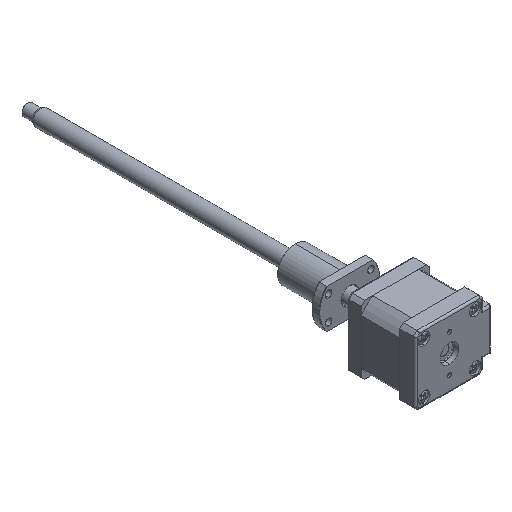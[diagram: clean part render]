
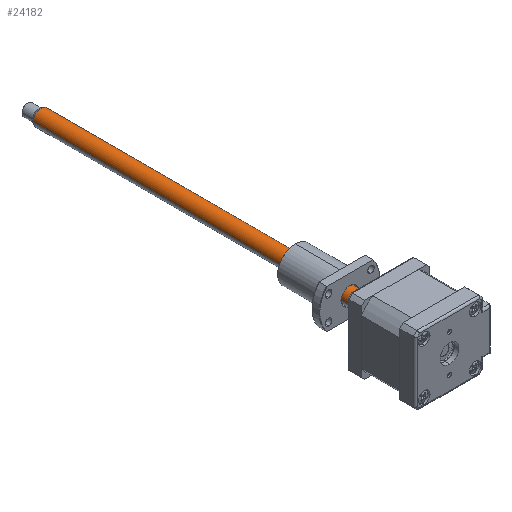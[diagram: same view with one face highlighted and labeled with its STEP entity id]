
A CAD part, isometric view. The second image highlights one B-rep face of the part: STEP entity #24182.
In plain terms, the highlighted cylindrical face has radius 4 mm (diameter 8 mm), a partial arc.
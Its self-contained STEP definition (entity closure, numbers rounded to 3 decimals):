
#232 = CIRCLE ( 'NONE', #41082, 4. ) ;
#360 = EDGE_CURVE ( 'NONE', #24504, #15104, #232, .T. ) ;
#692 = ORIENTED_EDGE ( 'NONE', *, *, #27893, .F. ) ;
#1138 = EDGE_CURVE ( 'NONE', #24504, #11112, #30861, .T. ) ;
#2271 = DIRECTION ( 'NONE',  ( 0., -1., 0. ) ) ;
#3326 = CARTESIAN_POINT ( 'NONE',  ( -4.709, 15.993, 16.638 ) ) ;
#6710 = DIRECTION ( 'NONE',  ( 0., -1., 0. ) ) ;
#8855 = CARTESIAN_POINT ( 'NONE',  ( -8.709, 189.993, 16.638 ) ) ;
#8919 = AXIS2_PLACEMENT_3D ( 'NONE', #3326, #6710, #30355 ) ;
#11112 = VERTEX_POINT ( 'NONE', #13052 ) ;
#13052 = CARTESIAN_POINT ( 'NONE',  ( -0.709, 15.993, 16.638 ) ) ;
#15104 = VERTEX_POINT ( 'NONE', #8855 ) ;
#15586 = ORIENTED_EDGE ( 'NONE', *, *, #26457, .T. ) ;
#16022 = CARTESIAN_POINT ( 'NONE',  ( -4.709, 189.993, 16.638 ) ) ;
#16602 = VECTOR ( 'NONE', #22632, 1000. ) ;
#16715 = DIRECTION ( 'NONE',  ( 0., -1., 0. ) ) ;
#16789 = LINE ( 'NONE', #27653, #32073 ) ;
#19462 = DIRECTION ( 'NONE',  ( 1., 0., 0. ) ) ;
#20915 = AXIS2_PLACEMENT_3D ( 'NONE', #39947, #16715, #43604 ) ;
#20957 = CARTESIAN_POINT ( 'NONE',  ( -8.709, 15.993, 16.638 ) ) ;
#22632 = DIRECTION ( 'NONE',  ( 0., -1., 0. ) ) ;
#24182 = ADVANCED_FACE ( 'NONE', ( #37224 ), #41433, .T. ) ;
#24504 = VERTEX_POINT ( 'NONE', #36638 ) ;
#26457 = EDGE_CURVE ( 'NONE', #15104, #33317, #16789, .T. ) ;
#27653 = CARTESIAN_POINT ( 'NONE',  ( -8.709, 190.993, 16.638 ) ) ;
#27809 = DIRECTION ( 'NONE',  ( 0., -1., 0. ) ) ;
#27893 = EDGE_CURVE ( 'NONE', #11112, #33317, #40467, .T. ) ;
#30355 = DIRECTION ( 'NONE',  ( -1., 0., 0. ) ) ;
#30861 = LINE ( 'NONE', #36043, #16602 ) ;
#30900 = ORIENTED_EDGE ( 'NONE', *, *, #360, .T. ) ;
#31395 = ORIENTED_EDGE ( 'NONE', *, *, #1138, .F. ) ;
#32073 = VECTOR ( 'NONE', #27809, 1000. ) ;
#33317 = VERTEX_POINT ( 'NONE', #20957 ) ;
#36043 = CARTESIAN_POINT ( 'NONE',  ( -0.709, 190.993, 16.638 ) ) ;
#36638 = CARTESIAN_POINT ( 'NONE',  ( -0.709, 189.993, 16.638 ) ) ;
#36663 = EDGE_LOOP ( 'NONE', ( #31395, #30900, #15586, #692 ) ) ;
#37224 = FACE_OUTER_BOUND ( 'NONE', #36663, .T. ) ;
#39947 = CARTESIAN_POINT ( 'NONE',  ( -4.709, 190.993, 16.638 ) ) ;
#40467 = CIRCLE ( 'NONE', #8919, 4. ) ;
#41082 = AXIS2_PLACEMENT_3D ( 'NONE', #16022, #2271, #19462 ) ;
#41433 = CYLINDRICAL_SURFACE ( 'NONE', #20915, 4. ) ;
#43604 = DIRECTION ( 'NONE',  ( -1., 0., 0. ) ) ;
